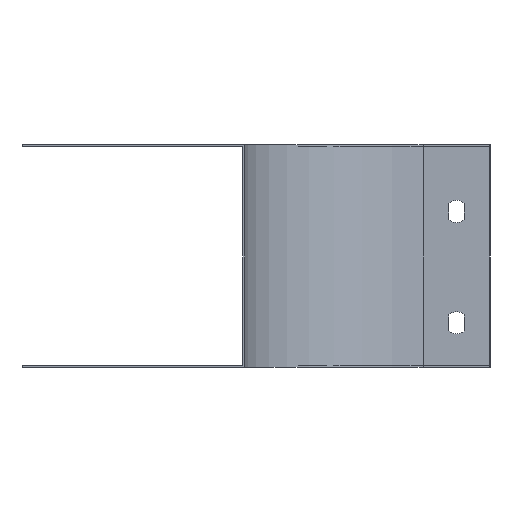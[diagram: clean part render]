
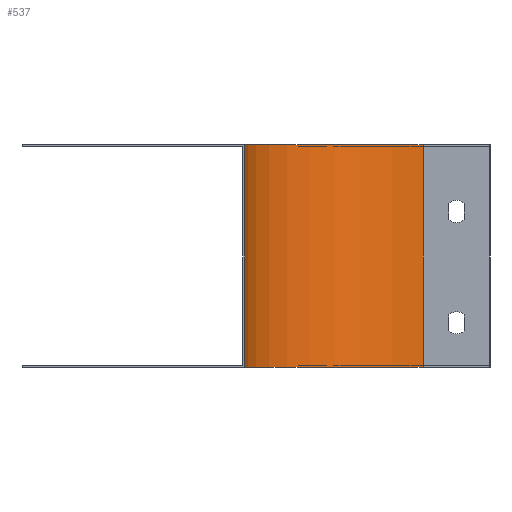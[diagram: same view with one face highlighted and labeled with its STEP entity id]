
A CAD part, left-side view. The second image highlights one B-rep face of the part: STEP entity #537.
In plain terms, the highlighted cylindrical face has radius 80 mm (diameter 160 mm), a partial arc.
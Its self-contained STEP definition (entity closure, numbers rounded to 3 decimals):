
#17 = CARTESIAN_POINT ( 'NONE',  ( 0., 30., 1. ) ) ;
#18 = CARTESIAN_POINT ( 'NONE',  ( -80., 30., -99. ) ) ;
#19 = DIRECTION ( 'NONE',  ( 0., 0., -1. ) ) ;
#20 = DIRECTION ( 'NONE',  ( -1., 0., 0. ) ) ;
#22 = DIRECTION ( 'NONE',  ( 0., 0., -1. ) ) ;
#69 = DIRECTION ( 'NONE',  ( 0., 0., -1. ) ) ;
#73 = CARTESIAN_POINT ( 'NONE',  ( -80., 110., 1. ) ) ;
#138 = CARTESIAN_POINT ( 'NONE',  ( -80., 30., 1. ) ) ;
#139 = DIRECTION ( 'NONE',  ( 0., 0., -1. ) ) ;
#140 = DIRECTION ( 'NONE',  ( -1., 0., 0. ) ) ;
#176 = CARTESIAN_POINT ( 'NONE',  ( -80., 110., 1. ) ) ;
#185 = CARTESIAN_POINT ( 'NONE',  ( -80., 110., -99. ) ) ;
#214 = CARTESIAN_POINT ( 'NONE',  ( 0., 30., 1. ) ) ;
#240 = CARTESIAN_POINT ( 'NONE',  ( 0., 30., -99. ) ) ;
#373 = AXIS2_PLACEMENT_3D ( 'NONE', #1035, #1034, #1032 ) ;
#453 = AXIS2_PLACEMENT_3D ( 'NONE', #18, #19, #20 ) ;
#469 = AXIS2_PLACEMENT_3D ( 'NONE', #138, #139, #140 ) ;
#537 = ADVANCED_FACE ( 'NONE', ( #1555 ), #1560, .F. ) ;
#728 = EDGE_LOOP ( 'NONE', ( #2101, #2100, #2099, #2098 ) ) ;
#1032 = DIRECTION ( 'NONE',  ( -1., 0., 0. ) ) ;
#1034 = DIRECTION ( 'NONE',  ( 0., 0., -1. ) ) ;
#1035 = CARTESIAN_POINT ( 'NONE',  ( -80., 30., 1. ) ) ;
#1281 = EDGE_CURVE ( 'NONE', #2114, #2170, #2011, .T. ) ;
#1282 = EDGE_CURVE ( 'NONE', #2144, #2170, #2009, .T. ) ;
#1555 = FACE_OUTER_BOUND ( 'NONE', #728, .T. ) ;
#1560 = CYLINDRICAL_SURFACE ( 'NONE', #373, 80. ) ;
#1600 = EDGE_CURVE ( 'NONE', #2111, #2114, #2038, .T. ) ;
#1652 = CIRCLE ( 'NONE', #469, 80. ) ;
#1747 = EDGE_CURVE ( 'NONE', #2111, #2144, #1652, .T. ) ;
#2009 = LINE ( 'NONE', #17, #2015 ) ;
#2011 = CIRCLE ( 'NONE', #453, 80. ) ;
#2015 = VECTOR ( 'NONE', #22, 1000. ) ;
#2038 = LINE ( 'NONE', #73, #2054 ) ;
#2054 = VECTOR ( 'NONE', #69, 1000. ) ;
#2098 = ORIENTED_EDGE ( 'NONE', *, *, #1747, .F. ) ;
#2099 = ORIENTED_EDGE ( 'NONE', *, *, #1282, .F. ) ;
#2100 = ORIENTED_EDGE ( 'NONE', *, *, #1281, .T. ) ;
#2101 = ORIENTED_EDGE ( 'NONE', *, *, #1600, .T. ) ;
#2111 = VERTEX_POINT ( 'NONE', #176 ) ;
#2114 = VERTEX_POINT ( 'NONE', #185 ) ;
#2144 = VERTEX_POINT ( 'NONE', #214 ) ;
#2170 = VERTEX_POINT ( 'NONE', #240 ) ;
